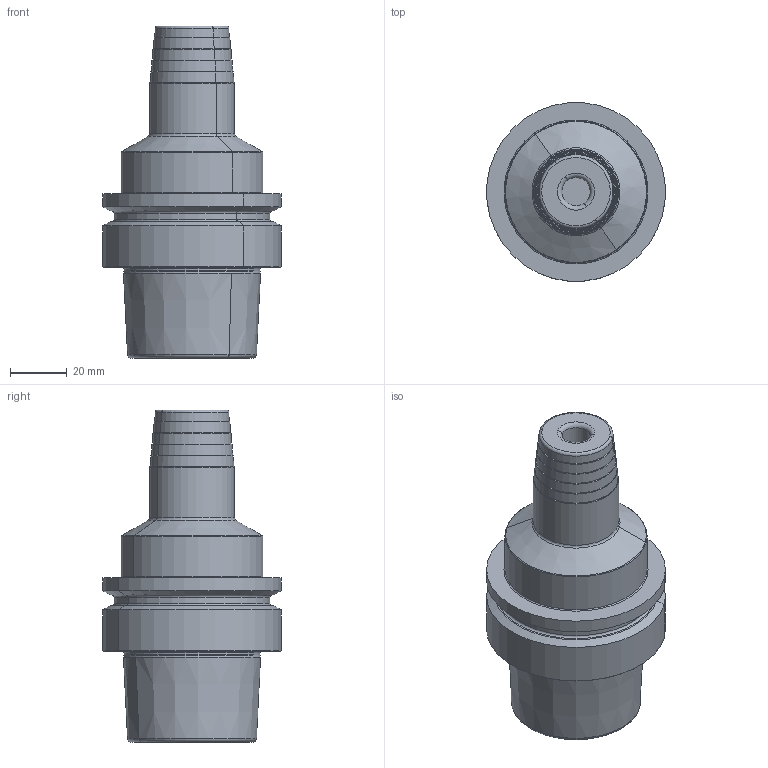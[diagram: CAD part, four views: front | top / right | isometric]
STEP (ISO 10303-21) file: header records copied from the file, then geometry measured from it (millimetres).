
FILE_DESCRIPTION((''),'2;1');
FILE_NAME('283674-000-00-CD1','2012-06-21T',('casqueroa'),(''),'PRO/ENGINEER BY PARAMETRIC TECHNOLOGY CORPORATION, 2011220','PRO/ENGINEER BY PARAMETRIC TECHNOLOGY CORPORATION, 2011220','');
FILE_SCHEMA(('AUTOMOTIVE_DESIGN_CC2 { 1 2 10303 214 -1 1 5 2 }'));
Length unit declared in the file: millimetre
Products named in the file (1): 283674-000-00-CD1
Bounding box: 62.76 x 62.76 x 116.9 mm (x, y, z)
Volume: 147314.4 mm3; surface area: 28716.9 mm2
Topology: 1 solids, 1 shells, 97 faces, 192 edges, 108 vertices
Faces by surface type: torus 36, cone 28, cylinder 20, plane 13
Entity records: 3138 total; most frequent: DIRECTION 530, CARTESIAN_POINT 397, ORIENTED_EDGE 384, AXIS2_PLACEMENT_3D 241, PRESENTATION_STYLE_ASSIGNMENT 193, STYLED_ITEM 193, CURVE_STYLE 192, EDGE_CURVE 192
